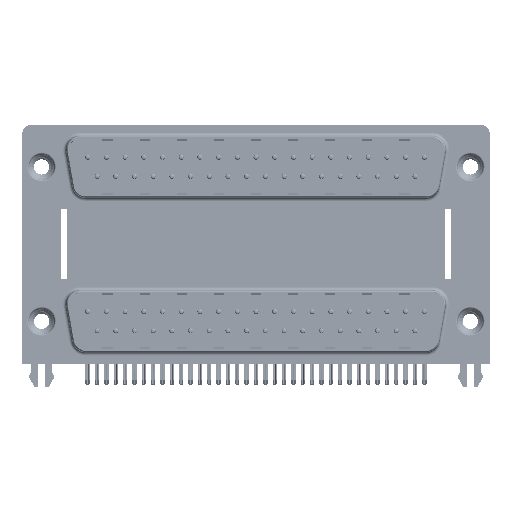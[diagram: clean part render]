
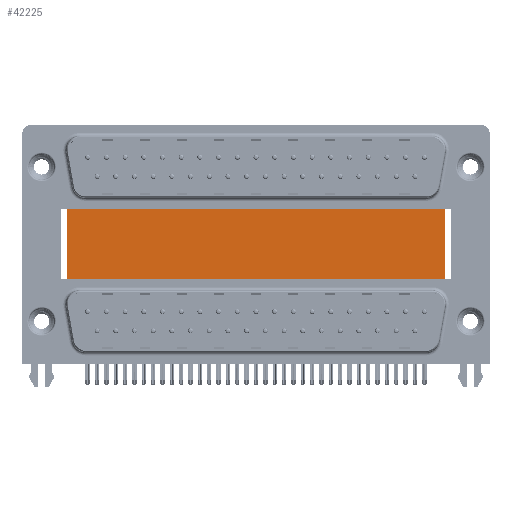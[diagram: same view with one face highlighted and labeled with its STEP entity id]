
A CAD part, top view. The second image highlights one B-rep face of the part: STEP entity #42225.
In plain terms, the highlighted planar face has unit normal (0, 0, 1).
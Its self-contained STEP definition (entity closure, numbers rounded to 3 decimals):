
#924 = DIRECTION ( 'NONE',  ( 1., 0., 0. ) ) ;
#3158 = ORIENTED_EDGE ( 'NONE', *, *, #19331, .F. ) ;
#3405 = EDGE_CURVE ( 'NONE', #18312, #18857, #51302, .T. ) ;
#3872 = PLANE ( 'NONE',  #47939 ) ;
#4753 = DIRECTION ( 'NONE',  ( 0., -1., 0. ) ) ;
#8606 = CARTESIAN_POINT ( 'NONE',  ( 3.79, -3.735, -12. ) ) ;
#8737 = CARTESIAN_POINT ( 'NONE',  ( 3.79, 16.585, -12. ) ) ;
#9195 = EDGE_CURVE ( 'NONE', #46760, #18857, #13337, .T. ) ;
#10223 = CARTESIAN_POINT ( 'NONE',  ( 59.71, 16.585, -12. ) ) ;
#12237 = ORIENTED_EDGE ( 'NONE', *, *, #3405, .F. ) ;
#12264 = DIRECTION ( 'NONE',  ( -1., 0., 0. ) ) ;
#13337 = LINE ( 'NONE', #38177, #26215 ) ;
#14913 = ORIENTED_EDGE ( 'NONE', *, *, #9195, .T. ) ;
#16142 = CARTESIAN_POINT ( 'NONE',  ( 3.79, 16.585, -12. ) ) ;
#17137 = CARTESIAN_POINT ( 'NONE',  ( 59.71, 16.585, -12. ) ) ;
#17652 = CARTESIAN_POINT ( 'NONE',  ( 59.71, -3.735, -12. ) ) ;
#17740 = EDGE_CURVE ( 'NONE', #43433, #46760, #21241, .T. ) ;
#18312 = VERTEX_POINT ( 'NONE', #17137 ) ;
#18857 = VERTEX_POINT ( 'NONE', #17652 ) ;
#19331 = EDGE_CURVE ( 'NONE', #43433, #18312, #25965, .T. ) ;
#21241 = LINE ( 'NONE', #16142, #53307 ) ;
#25965 = LINE ( 'NONE', #30534, #31845 ) ;
#26215 = VECTOR ( 'NONE', #924, 1000. ) ;
#30534 = CARTESIAN_POINT ( 'NONE',  ( 3.79, 16.585, -12. ) ) ;
#31845 = VECTOR ( 'NONE', #42153, 1000. ) ;
#33109 = EDGE_LOOP ( 'NONE', ( #14913, #12237, #3158, #39073 ) ) ;
#35310 = VECTOR ( 'NONE', #43174, 1000. ) ;
#36834 = DIRECTION ( 'NONE',  ( 0., 0., -1. ) ) ;
#38177 = CARTESIAN_POINT ( 'NONE',  ( 3.79, -3.735, -12. ) ) ;
#39073 = ORIENTED_EDGE ( 'NONE', *, *, #17740, .T. ) ;
#42153 = DIRECTION ( 'NONE',  ( 1., 0., 0. ) ) ;
#42225 = ADVANCED_FACE ( 'NONE', ( #49273 ), #3872, .F. ) ;
#43174 = DIRECTION ( 'NONE',  ( 0., -1., 0. ) ) ;
#43433 = VERTEX_POINT ( 'NONE', #44158 ) ;
#44158 = CARTESIAN_POINT ( 'NONE',  ( 3.79, 16.585, -12. ) ) ;
#46760 = VERTEX_POINT ( 'NONE', #8606 ) ;
#47939 = AXIS2_PLACEMENT_3D ( 'NONE', #8737, #36834, #12264 ) ;
#49273 = FACE_OUTER_BOUND ( 'NONE', #33109, .T. ) ;
#51302 = LINE ( 'NONE', #10223, #35310 ) ;
#53307 = VECTOR ( 'NONE', #4753, 1000. ) ;
